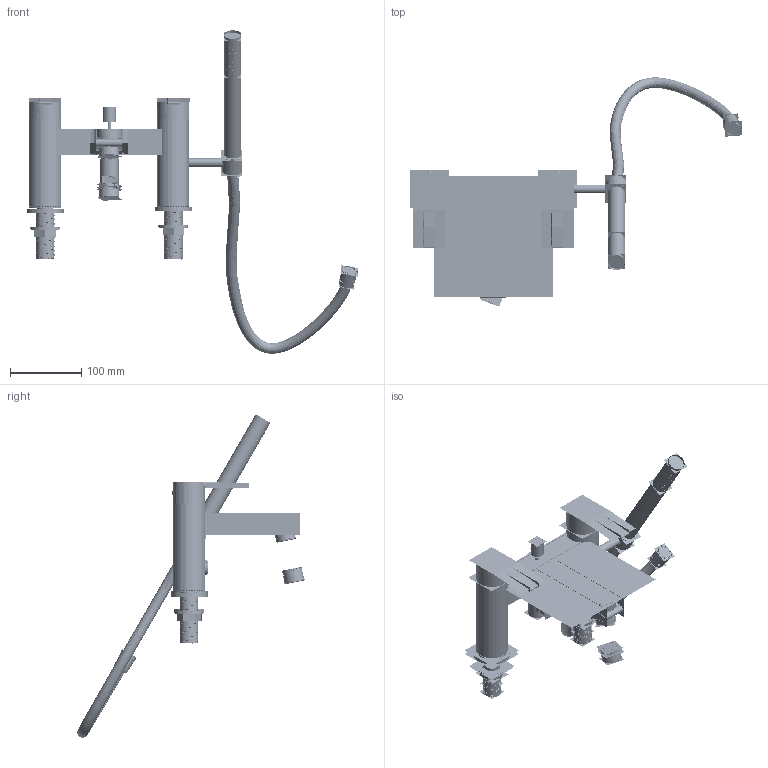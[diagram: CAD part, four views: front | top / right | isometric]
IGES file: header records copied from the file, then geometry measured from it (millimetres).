
Start section:  PTC IGES file: 1006017.igs
Global section: file name: 1006017.igs; native system: Pro/ENGINEER by Parametric Technology Corporation; preprocessor: 2008230; author: Administrator; organization: Unknown; date: 20140607.143503; units: millimetre
Bounding box: 466.22 x 322.3 x 454.18 mm (x, y, z)
Volume: 999336.8 mm3; surface area: 2656045.8 mm2
Topology: 72 solids, 110 shells, 7330 faces, 38136 edges, 48286 vertices
Faces by surface type: revolution 3836, bspline 3470, extrusion 24
